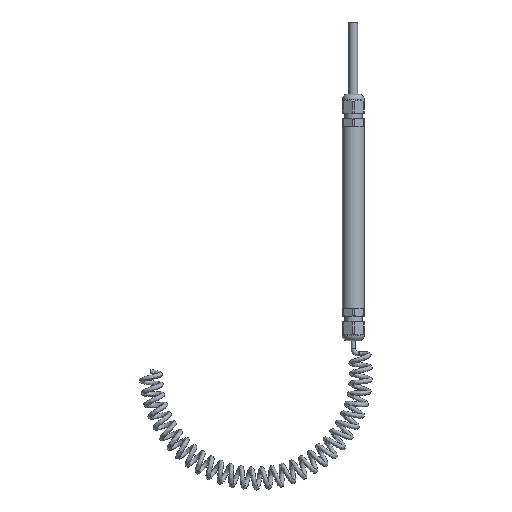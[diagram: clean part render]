
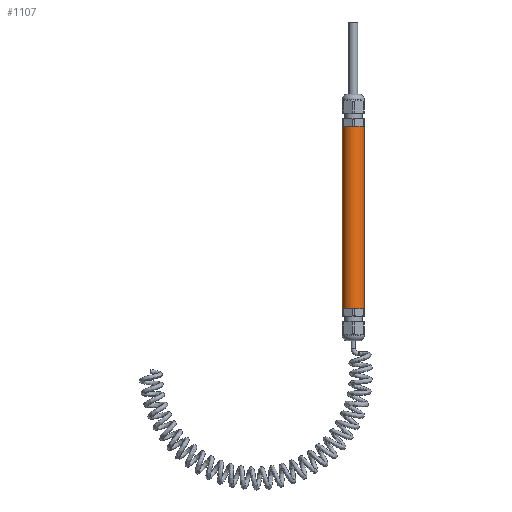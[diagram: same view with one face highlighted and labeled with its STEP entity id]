
A CAD part, front view. The second image highlights one B-rep face of the part: STEP entity #1107.
In plain terms, the highlighted cylindrical face has radius 7.5 mm (diameter 15 mm), a full revolution.
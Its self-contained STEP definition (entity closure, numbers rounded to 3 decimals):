
#99=LINE('',#8971,#151);
#151=VECTOR('',#1440,7.5);
#203=CYLINDRICAL_SURFACE('',#1238,7.5);
#283=FACE_OUTER_BOUND('',#360,.T.);
#360=EDGE_LOOP('',(#808,#809,#810,#811));
#446=CIRCLE('',#1234,7.5);
#449=CIRCLE('',#1239,7.5);
#527=VERTEX_POINT('',#8961);
#530=VERTEX_POINT('',#8970);
#631=EDGE_CURVE('',#527,#527,#446,.T.);
#635=EDGE_CURVE('',#527,#530,#99,.T.);
#636=EDGE_CURVE('',#530,#530,#449,.T.);
#808=ORIENTED_EDGE('',*,*,#631,.F.);
#809=ORIENTED_EDGE('',*,*,#635,.T.);
#810=ORIENTED_EDGE('',*,*,#636,.T.);
#811=ORIENTED_EDGE('',*,*,#635,.F.);
#1107=ADVANCED_FACE('',(#283),#203,.T.);
#1234=AXIS2_PLACEMENT_3D('',#8962,#1429,#1430);
#1238=AXIS2_PLACEMENT_3D('',#8969,#1438,#1439);
#1239=AXIS2_PLACEMENT_3D('',#8972,#1441,#1442);
#1429=DIRECTION('center_axis',(0.,0.,1.));
#1430=DIRECTION('ref_axis',(1.,0.,0.));
#1438=DIRECTION('center_axis',(0.,0.,1.));
#1439=DIRECTION('ref_axis',(1.,0.,0.));
#1440=DIRECTION('',(0.,0.,-1.));
#1441=DIRECTION('center_axis',(0.,0.,1.));
#1442=DIRECTION('ref_axis',(1.,0.,0.));
#8961=CARTESIAN_POINT('',(-7.5,0.,125.));
#8962=CARTESIAN_POINT('Origin',(0.,0.,125.));
#8969=CARTESIAN_POINT('Origin',(0.,0.,0.));
#8970=CARTESIAN_POINT('',(-7.5,0.,0.));
#8971=CARTESIAN_POINT('',(-7.5,0.,0.));
#8972=CARTESIAN_POINT('Origin',(0.,0.,0.));
